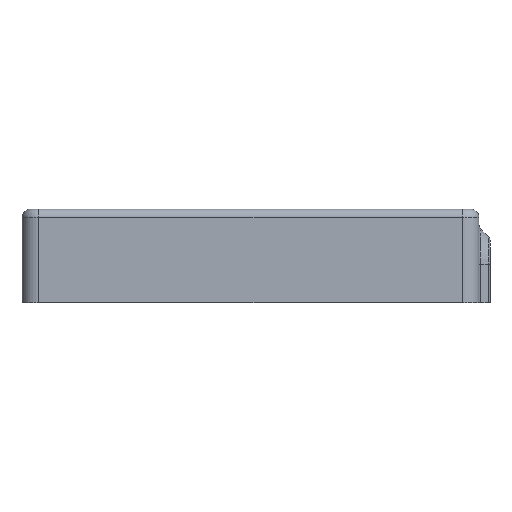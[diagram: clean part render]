
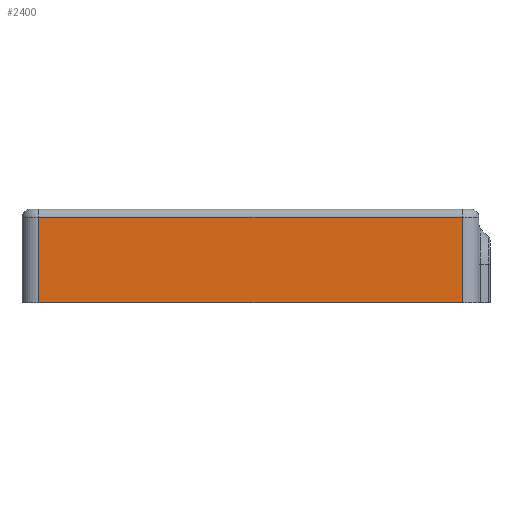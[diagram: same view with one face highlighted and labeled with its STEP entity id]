
A CAD part, left-side view. The second image highlights one B-rep face of the part: STEP entity #2400.
In plain terms, the highlighted planar face has unit normal (-1, 0, 0).
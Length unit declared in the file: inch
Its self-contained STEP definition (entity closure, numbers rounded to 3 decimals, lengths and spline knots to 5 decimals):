
#122 = CARTESIAN_POINT ( 'NONE',  ( -4.27621, 2.49642, 0.64256 ) ) ;
#330 = DIRECTION ( 'NONE',  ( 0., 0., 1. ) ) ;
#342 = CARTESIAN_POINT ( 'NONE',  ( -4.27621, 5.27201, 0.70162 ) ) ;
#399 = LINE ( 'NONE', #1089, #1971 ) ;
#471 = LINE ( 'NONE', #498, #2957 ) ;
#498 = CARTESIAN_POINT ( 'NONE',  ( -4.27621, 2.24051, 0.03233 ) ) ;
#554 = AXIS2_PLACEMENT_3D ( 'NONE', #2681, #2059, #3013 ) ;
#622 = FACE_OUTER_BOUND ( 'NONE', #1873, .T. ) ;
#661 = VECTOR ( 'NONE', #1814, 39.37008 ) ;
#664 = ORIENTED_EDGE ( 'NONE', *, *, #1841, .F. ) ;
#686 = EDGE_CURVE ( 'NONE', #2530, #704, #399, .T. ) ;
#704 = VERTEX_POINT ( 'NONE', #980 ) ;
#845 = LINE ( 'NONE', #122, #661 ) ;
#860 = DIRECTION ( 'NONE',  ( 0., -1., 0. ) ) ;
#980 = CARTESIAN_POINT ( 'NONE',  ( -4.27621, 2.24051, 0.03233 ) ) ;
#1035 = EDGE_CURVE ( 'NONE', #1912, #704, #471, .T. ) ;
#1089 = CARTESIAN_POINT ( 'NONE',  ( -4.27621, 2.49642, 0.03233 ) ) ;
#1219 = DIRECTION ( 'NONE',  ( 0., 0., -1. ) ) ;
#1535 = ORIENTED_EDGE ( 'NONE', *, *, #1035, .F. ) ;
#1551 = VERTEX_POINT ( 'NONE', #1702 ) ;
#1702 = CARTESIAN_POINT ( 'NONE',  ( -4.27621, 5.27201, 0.64256 ) ) ;
#1740 = LINE ( 'NONE', #342, #2339 ) ;
#1814 = DIRECTION ( 'NONE',  ( 0., -1., 0. ) ) ;
#1841 = EDGE_CURVE ( 'NONE', #1551, #1912, #845, .T. ) ;
#1846 = PLANE ( 'NONE',  #554 ) ;
#1873 = EDGE_LOOP ( 'NONE', ( #3083, #2000, #1535, #664 ) ) ;
#1912 = VERTEX_POINT ( 'NONE', #2170 ) ;
#1971 = VECTOR ( 'NONE', #860, 39.37008 ) ;
#2000 = ORIENTED_EDGE ( 'NONE', *, *, #686, .T. ) ;
#2059 = DIRECTION ( 'NONE',  ( 1., 0., 0. ) ) ;
#2170 = CARTESIAN_POINT ( 'NONE',  ( -4.27621, 2.24051, 0.64256 ) ) ;
#2339 = VECTOR ( 'NONE', #330, 39.37008 ) ;
#2400 = ADVANCED_FACE ( 'NONE', ( #622 ), #1846, .F. ) ;
#2530 = VERTEX_POINT ( 'NONE', #2822 ) ;
#2681 = CARTESIAN_POINT ( 'NONE',  ( -4.27621, 2.49642, 0.70162 ) ) ;
#2822 = CARTESIAN_POINT ( 'NONE',  ( -4.27621, 5.27201, 0.03233 ) ) ;
#2957 = VECTOR ( 'NONE', #1219, 39.37008 ) ;
#3013 = DIRECTION ( 'NONE',  ( 0., 0., -1. ) ) ;
#3016 = EDGE_CURVE ( 'NONE', #2530, #1551, #1740, .T. ) ;
#3083 = ORIENTED_EDGE ( 'NONE', *, *, #3016, .F. ) ;
